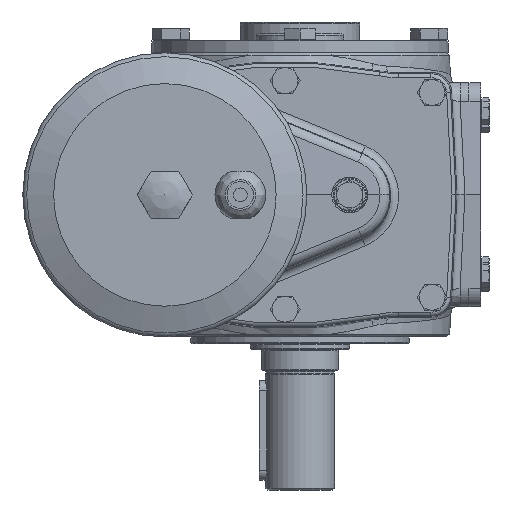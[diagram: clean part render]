
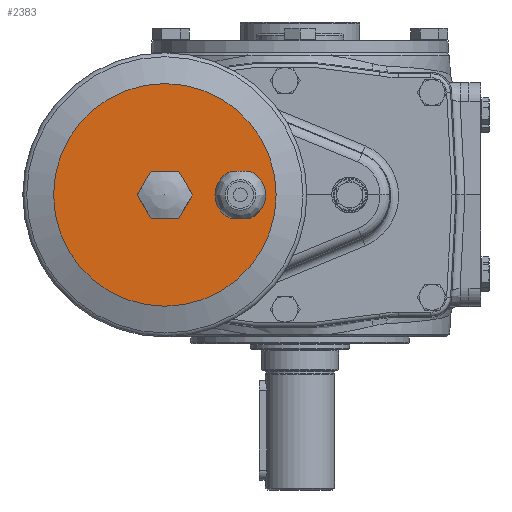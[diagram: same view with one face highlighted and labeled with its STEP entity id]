
A CAD part, left-side view. The second image highlights one B-rep face of the part: STEP entity #2383.
In plain terms, the highlighted planar face has unit normal (-1, 0, 0).
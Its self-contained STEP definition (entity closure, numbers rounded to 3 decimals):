
#2383 = ADVANCED_FACE( '', ( #5322, #5323, #5324 ), #5325, .T. );
#5322 = FACE_BOUND( '', #15157, .T. );
#5323 = FACE_OUTER_BOUND( '', #15158, .T. );
#5324 = FACE_BOUND( '', #15159, .T. );
#5325 = PLANE( '', #15160 );
#15157 = EDGE_LOOP( '', ( #24196, #24197, #24198, #24199 ) );
#15158 = EDGE_LOOP( '', ( #24200 ) );
#15159 = EDGE_LOOP( '', ( #24201, #24202, #24203, #24204, #24205, #24206 ) );
#15160 = AXIS2_PLACEMENT_3D( '', #24207, #24208, #24209 );
#24196 = ORIENTED_EDGE( '', *, *, #27757, .F. );
#24197 = ORIENTED_EDGE( '', *, *, #28554, .F. );
#24198 = ORIENTED_EDGE( '', *, *, #26490, .F. );
#24199 = ORIENTED_EDGE( '', *, *, #27629, .T. );
#24200 = ORIENTED_EDGE( '', *, *, #26979, .T. );
#24201 = ORIENTED_EDGE( '', *, *, #27406, .T. );
#24202 = ORIENTED_EDGE( '', *, *, #28209, .T. );
#24203 = ORIENTED_EDGE( '', *, *, #26320, .T. );
#24204 = ORIENTED_EDGE( '', *, *, #26413, .T. );
#24205 = ORIENTED_EDGE( '', *, *, #27804, .T. );
#24206 = ORIENTED_EDGE( '', *, *, #28555, .T. );
#24207 = CARTESIAN_POINT( '', ( -565., 12., 0. ) );
#24208 = DIRECTION( '', ( -1., 0., 0. ) );
#24209 = DIRECTION( '', ( 0., -1., 0. ) );
#26320 = EDGE_CURVE( '', #29231, #29235, #29237, .T. );
#26413 = EDGE_CURVE( '', #29235, #29393, #29395, .T. );
#26490 = EDGE_CURVE( '', #29524, #29527, #29528, .T. );
#26979 = EDGE_CURVE( '', #30355, #30355, #30356, .T. );
#27406 = EDGE_CURVE( '', #31001, #31005, #31007, .T. );
#27629 = EDGE_CURVE( '', #29524, #31322, #31324, .T. );
#27757 = EDGE_CURVE( '', #31512, #31322, #31513, .T. );
#27804 = EDGE_CURVE( '', #29393, #31577, #31579, .T. );
#28209 = EDGE_CURVE( '', #31005, #29231, #32118, .T. );
#28554 = EDGE_CURVE( '', #29527, #31512, #32529, .T. );
#28555 = EDGE_CURVE( '', #31577, #31001, #32530, .T. );
#29231 = VERTEX_POINT( '', #33366 );
#29235 = VERTEX_POINT( '', #33371 );
#29237 = LINE( '', #33374, #33375 );
#29393 = VERTEX_POINT( '', #33670 );
#29395 = LINE( '', #33673, #33674 );
#29524 = VERTEX_POINT( '', #33854 );
#29527 = VERTEX_POINT( '', #33858 );
#29528 = CIRCLE( '', #33859, 12.8 );
#30355 = VERTEX_POINT( '', #36012 );
#30356 = CIRCLE( '', #36013, 56. );
#31001 = VERTEX_POINT( '', #37423 );
#31005 = VERTEX_POINT( '', #37428 );
#31007 = LINE( '', #37431, #37432 );
#31322 = VERTEX_POINT( '', #38257 );
#31324 = LINE( '', #38260, #38261 );
#31512 = VERTEX_POINT( '', #38763 );
#31513 = CIRCLE( '', #38764, 12.8 );
#31577 = VERTEX_POINT( '', #38855 );
#31579 = LINE( '', #38858, #38859 );
#32118 = LINE( '', #40109, #40110 );
#32529 = LINE( '', #41434, #41435 );
#32530 = LINE( '', #41436, #41437 );
#33366 = CARTESIAN_POINT( '', ( -565., 74.928, 12. ) );
#33371 = CARTESIAN_POINT( '', ( -565., 61.072, 12. ) );
#33374 = CARTESIAN_POINT( '', ( -565., 74.928, 12. ) );
#33375 = VECTOR( '', #42493, 1000. );
#33670 = CARTESIAN_POINT( '', ( -565., 54.144, 0. ) );
#33673 = CARTESIAN_POINT( '', ( -565., 61.072, 12. ) );
#33674 = VECTOR( '', #42597, 1000. );
#33854 = CARTESIAN_POINT( '', ( -565., 25.546, -12. ) );
#33858 = CARTESIAN_POINT( '', ( -565., 25.546, 12. ) );
#33859 = AXIS2_PLACEMENT_3D( '', #42702, #42703, #42704 );
#36012 = CARTESIAN_POINT( '', ( -565., 12., 0. ) );
#36013 = AXIS2_PLACEMENT_3D( '', #43264, #43265, #43266 );
#37423 = CARTESIAN_POINT( '', ( -565., 74.928, -12. ) );
#37428 = CARTESIAN_POINT( '', ( -565., 81.856, 0. ) );
#37431 = CARTESIAN_POINT( '', ( -565., 74.928, -12. ) );
#37432 = VECTOR( '', #43800, 1000. );
#38257 = CARTESIAN_POINT( '', ( -565., 34.454, -12. ) );
#38260 = CARTESIAN_POINT( '', ( -565., 25.546, -12. ) );
#38261 = VECTOR( '', #44078, 1000. );
#38763 = CARTESIAN_POINT( '', ( -565., 34.454, 12. ) );
#38764 = AXIS2_PLACEMENT_3D( '', #44221, #44222, #44223 );
#38855 = CARTESIAN_POINT( '', ( -565., 61.072, -12. ) );
#38858 = CARTESIAN_POINT( '', ( -565., 54.144, 0. ) );
#38859 = VECTOR( '', #44279, 1000. );
#40109 = CARTESIAN_POINT( '', ( -565., 81.856, 0. ) );
#40110 = VECTOR( '', #44701, 1000. );
#41434 = CARTESIAN_POINT( '', ( -565., 25.546, 12. ) );
#41435 = VECTOR( '', #44989, 1000. );
#41436 = CARTESIAN_POINT( '', ( -565., 61.072, -12. ) );
#41437 = VECTOR( '', #44990, 1000. );
#42493 = DIRECTION( '', ( 0., -1., 0. ) );
#42597 = DIRECTION( '', ( 0., -0.5, -0.866 ) );
#42702 = CARTESIAN_POINT( '', ( -565., 30., 0. ) );
#42703 = DIRECTION( '', ( -1., 0., 0. ) );
#42704 = DIRECTION( '', ( 0., -1., 0. ) );
#43264 = CARTESIAN_POINT( '', ( -565., 68., 0. ) );
#43265 = DIRECTION( '', ( -1., 0., 0. ) );
#43266 = DIRECTION( '', ( 0., -1., 0. ) );
#43800 = DIRECTION( '', ( 0., 0.5, 0.866 ) );
#44078 = DIRECTION( '', ( 0., 1., 0. ) );
#44221 = CARTESIAN_POINT( '', ( -565., 30., 0. ) );
#44222 = DIRECTION( '', ( -1., 0., 0. ) );
#44223 = DIRECTION( '', ( 0., -1., 0. ) );
#44279 = DIRECTION( '', ( 0., 0.5, -0.866 ) );
#44701 = DIRECTION( '', ( 0., -0.5, 0.866 ) );
#44989 = DIRECTION( '', ( 0., 1., 0. ) );
#44990 = DIRECTION( '', ( 0., 1., 0. ) );
